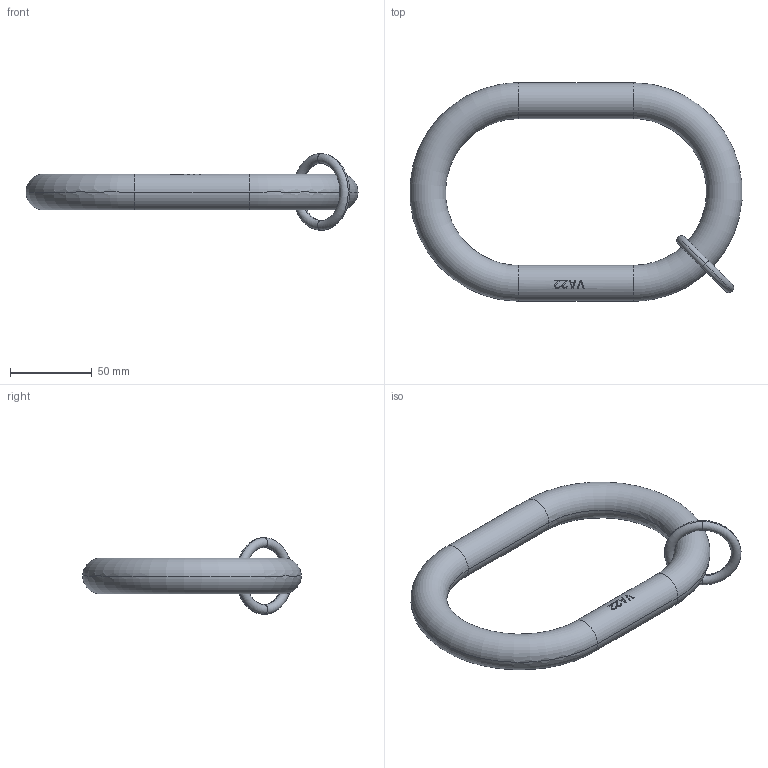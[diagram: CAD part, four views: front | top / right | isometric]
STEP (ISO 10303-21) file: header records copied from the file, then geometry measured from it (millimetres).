
FILE_DESCRIPTION((''),'2;1');
FILE_NAME('3VA22','2005-01-18T',('jakubetz'),(''),'PRO/ENGINEER BY PARAMETRIC TECHNOLOGY CORPORATION, 2001400','PRO/ENGINEER BY PARAMETRIC TECHNOLOGY CORPORATION, 2001400','');
FILE_SCHEMA(('CONFIG_CONTROL_DESIGN'));
Length unit declared in the file: millimetre
Products named in the file (1): 3VA22
Bounding box: 203.61 x 134 x 47 mm (x, y, z)
Volume: 190603.3 mm3; surface area: 36458.2 mm2
Topology: 2 solids, 2 shells, 91 faces, 246 edges, 160 vertices
Faces by surface type: plane 78, torus 8, cylinder 5
Entity records: 2990 total; most frequent: CARTESIAN_POINT 751, ORIENTED_EDGE 492, DIRECTION 392, EDGE_CURVE 246, VECTOR 170, LINE 170, VERTEX_POINT 160, AXIS2_PLACEMENT_3D 111
